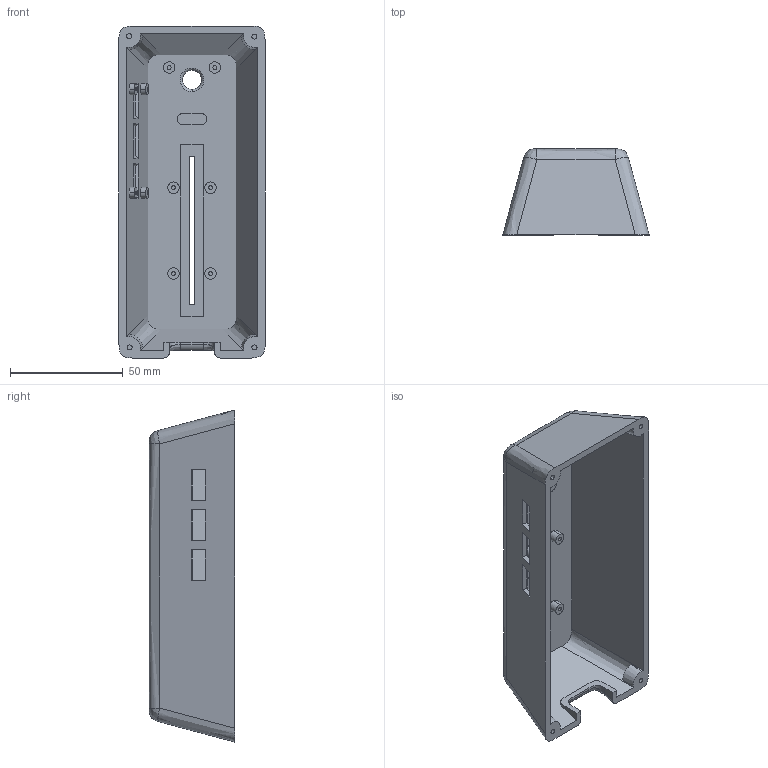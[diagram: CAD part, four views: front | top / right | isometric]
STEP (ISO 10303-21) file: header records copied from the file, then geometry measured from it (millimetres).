
FILE_DESCRIPTION (( 'STEP AP214' ), '1' );
FILE_NAME ('Mini_Light_Case_2.STEP', '2025-06-09T01:30:24', ( '' ), ( '' ), 'SwSTEP 2.0', 'SolidWorks 2024', '' );
FILE_SCHEMA (( 'AUTOMOTIVE_DESIGN' ));
Length unit declared in the file: millimetre
Products named in the file (1): Mini_Light_Case_2
Bounding box: 64.87 x 38.1 x 147.42 mm (x, y, z)
Volume: 55015.7 mm3; surface area: 39902 mm2
Topology: 1 solids, 1 shells, 171 faces, 391 edges, 248 vertices
Faces by surface type: plane 70, cylinder 55, bspline 40, cone 6
Entity records: 8668 total; most frequent: CARTESIAN_POINT 5083, ORIENTED_EDGE 782, DIRECTION 627, EDGE_CURVE 391, VERTEX_POINT 248, AXIS2_PLACEMENT_3D 244, EDGE_LOOP 207, ADVANCED_FACE 171
